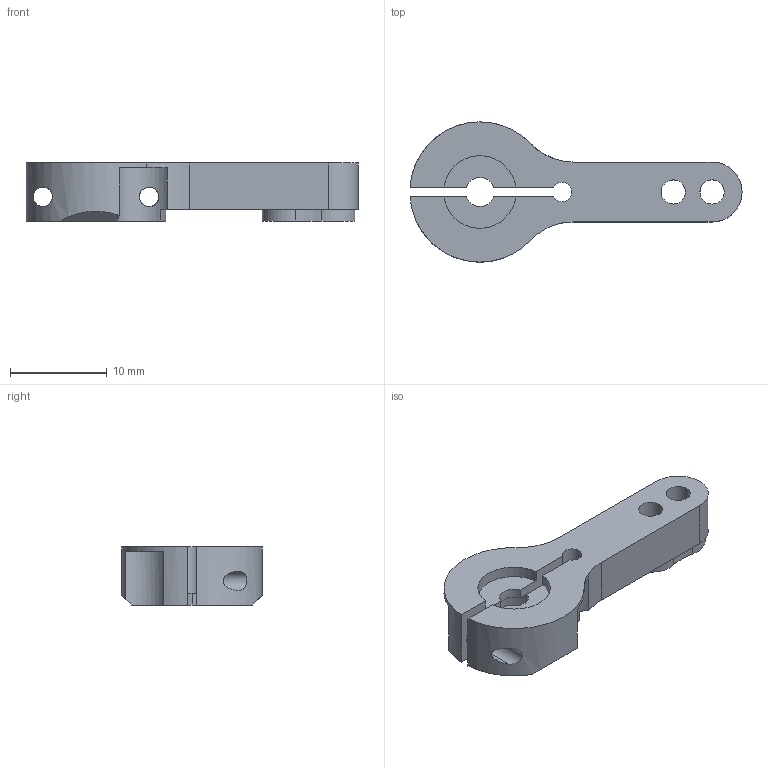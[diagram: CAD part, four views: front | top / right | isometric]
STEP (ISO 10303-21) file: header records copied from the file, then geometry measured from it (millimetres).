
FILE_DESCRIPTION (( 'STEP AP203' ), '1' );
FILE_NAME ('sk7_2 v1 (2) (1).STEP', '2024-07-11T18:36:19', ( '微软用户' ), ( '微软中国' ), 'SwSTEP 2.0', 'SolidWorks 2023', '' );
FILE_SCHEMA (( 'CONFIG_CONTROL_DESIGN' ));
Length unit declared in the file: millimetre
Products named in the file (1): sk7_2 v1 (2) (1)
Bounding box: 34.33 x 14.5 x 6 mm (x, y, z)
Volume: 1182.5 mm3; surface area: 1379.9 mm2
Topology: 1 solids, 1 shells, 52 faces, 150 edges, 100 vertices
Faces by surface type: cylinder 33, plane 19
Entity records: 1963 total; most frequent: CARTESIAN_POINT 459, DIRECTION 306, ORIENTED_EDGE 300, EDGE_CURVE 150, AXIS2_PLACEMENT_3D 117, VERTEX_POINT 100, VECTOR 72, LINE 72
